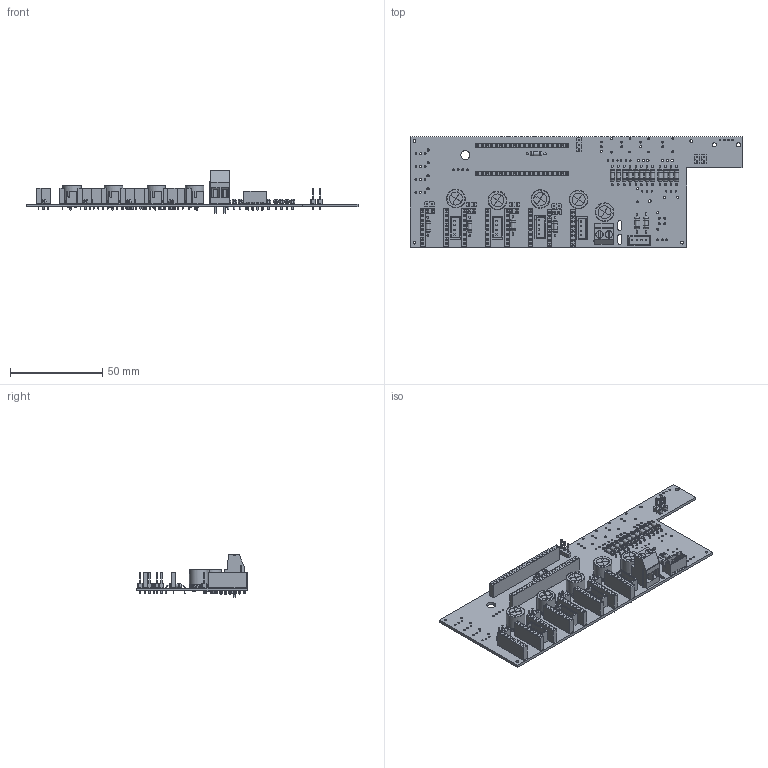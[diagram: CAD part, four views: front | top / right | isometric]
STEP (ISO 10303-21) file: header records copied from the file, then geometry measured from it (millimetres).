
FILE_DESCRIPTION(('KiCad electronic assembly'),'2;1');
FILE_NAME('A1_MB.step','2025-05-05T07:38:55',('Pcbnew'),('Kicad'), 'Open CASCADE STEP processor 7.8','KiCad to STEP converter','Unknown' );
FILE_SCHEMA(('AUTOMOTIVE_DESIGN { 1 0 10303 214 1 1 1 1 }'));
Length unit declared in the file: millimetre
Products named in the file (11): A1_MB 1; JST_XH_B4B-XH-A_1x04_P2.50mm_Vertical; R_Axial_DIN0207_L6.3mm_D2.5mm_P10.16mm_Horizontal; PinHeader_1x02_P2.54mm_Vertical; PinSocket_1x08_P2.54mm_Vertical; PinSocket_1x02_P2.54mm_Vertical; CP_Radial_D10.0mm_P5.00mm_P7.50mm; PinHeader_1x03_P2.54mm_Vertical; PinSocket_1x20_P2.54mm_Vertical; TerminalBlock_Phoenix_MKDS-3-2-5.08_1x02_P5.08mm_Horizontal; A1_MB_PCB
Assembly tree (52 placements, depth 2):
  A1_MB 1
    JST_XH_B4B-XH-A_1x04_P2.50mm_Vertical  x5
    R_Axial_DIN0207_L6.3mm_D2.5mm_P10.16mm_Horizontal  x19
    PinHeader_1x02_P2.54mm_Vertical  x6
    PinSocket_1x08_P2.54mm_Vertical  x8
    PinSocket_1x02_P2.54mm_Vertical  x4
    CP_Radial_D10.0mm_P5.00mm_P7.50mm  x5
    PinHeader_1x03_P2.54mm_Vertical
    PinSocket_1x20_P2.54mm_Vertical  x2
    TerminalBlock_Phoenix_MKDS-3-2-5.08_1x02_P5.08mm_Horizontal
    A1_MB_PCB
Bounding box: 180 x 60.1 x 23 mm (x, y, z)
Volume: 27208.8 mm3; surface area: 40421.1 mm2
Topology: 52 solids, 57 shells, 5121 faces, 13019 edges, 8391 vertices
Faces by surface type: plane 4452, cylinder 528, torus 86, bspline 35, revolution 20
Full cylindrical faces by diameter (mm): 0.6 x76, 0.7 x10, 0.72 x12, 0.8 x38, 0.92 x4, 0.95 x42, 1 x113, 1.02 x46, 1.06 x12, 1.2 x4, 1.23 x6, 1.3 x2, 1.5 x5, 2.25 x19, 2.3 x2, 2.5 x38, 3.8 x2, 4 x2, 5 x1
Entity records: 62121 total; most frequent: CARTESIAN_POINT 9086, ORIENTED_EDGE 8190, DIRECTION 7941, EDGE_CURVE 4095, LINE 3361, VECTOR 3361, VERTEX_POINT 2655, AXIS2_PLACEMENT_3D 2288
